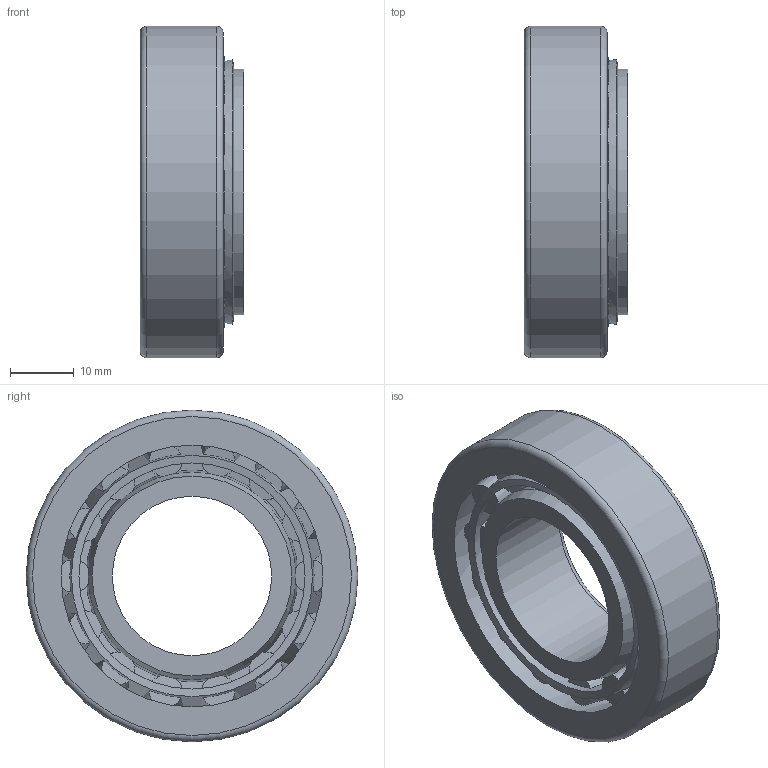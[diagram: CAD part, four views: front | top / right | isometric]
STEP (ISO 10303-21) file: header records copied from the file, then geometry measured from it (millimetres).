
FILE_DESCRIPTION(/* description */ ('STEP AP214'),/* implementation_level */ '2;1');
FILE_NAME(/* name */ '4T-30205',/* time_stamp */ '2024-09-11T14:55:03+02:00',/* author */ ('License CC BY-ND 4.0'),/* organization */ ('CADENAS'),/* preprocessor_version */ 'ST-DEVELOPER v19.3',/* originating_system */ 'PARTsolutions',/* authorisation */ ' ');
FILE_SCHEMA (('AUTOMOTIVE_DESIGN {1 0 10303 214 3 1 1}'));
Length unit declared in the file: millimetre
Products named in the file (4): 4T-30205; 4T-30205Inner  ring; 4T-30205 Outer ring; 4T-30205 Ball Cage
Assembly tree (3 placements, depth 2):
  4T-30205
    4T-30205Inner  ring
    4T-30205 Outer ring
    4T-30205 Ball Cage
Bounding box: 16.25 x 52 x 52 mm (x, y, z)
Volume: 18577.2 mm3; surface area: 13782.7 mm2
Topology: 3 solids, 3 shells, 104 faces, 210 edges, 136 vertices
Faces by surface type: plane 60, cone 38, cylinder 3, torus 3
Full cylindrical faces by diameter (mm): 25 x1, 38.5 x1, 52 x1
Entity records: 2813 total; most frequent: CARTESIAN_POINT 596, DIRECTION 480, ORIENTED_EDGE 376, AXIS2_PLACEMENT_3D 240, EDGE_CURVE 188, EDGE_LOOP 152, FACE_BOUND 152, VERTEX_POINT 132
